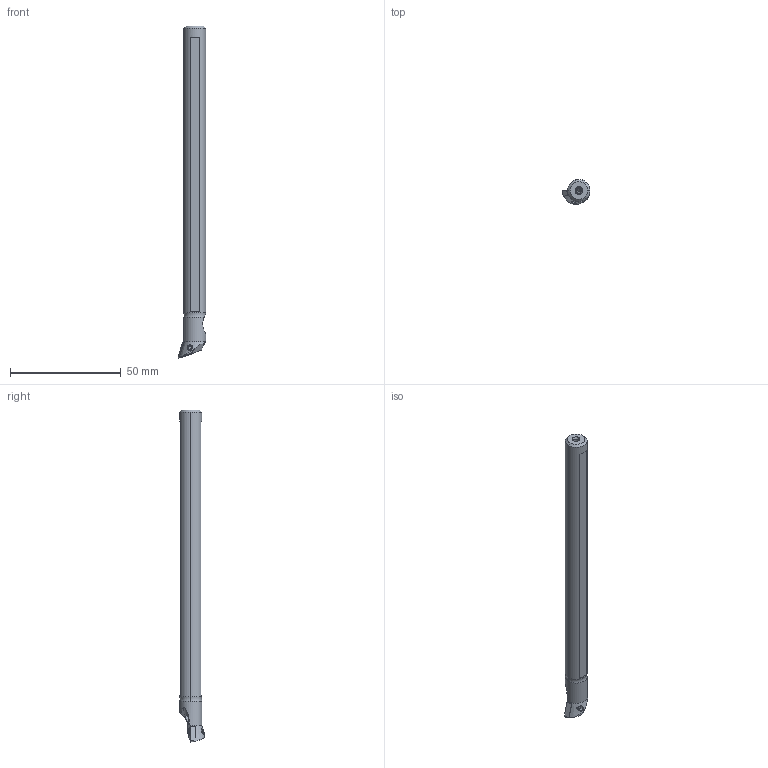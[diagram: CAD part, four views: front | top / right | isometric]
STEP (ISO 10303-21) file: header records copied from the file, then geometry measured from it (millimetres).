
FILE_DESCRIPTION(/* description */ (''),/* implementation_level */ '2;1');
FILE_NAME(/* name */ 'FSDQC1310R-07A_MR0_4.stp',/* time_stamp */ '2021-11-11T11:27:59+09:00',/* author */ (''),/* organization */ (''),/* preprocessor_version */ 'ST-DEVELOPER v16',/* originating_system */ 'SIEMENS PLM Software NX 10.0',/* authorisation */ '');
FILE_SCHEMA (('AUTOMOTIVE_DESIGN { 1 0 10303 214 3 1 1 1 }'));
Length unit declared in the file: millimetre
Products named in the file (1): FSDQC1310R-07A_MR0_4_ASM
Bounding box: 12.6 x 11.08 x 150 mm (x, y, z)
Volume: 10170.5 mm3; surface area: 6026.3 mm2
Topology: 2 solids, 2 shells, 119 faces, 355 edges, 252 vertices
Faces by surface type: cylinder 47, plane 36, cone 22, torus 8, sphere 6
Entity records: 5107 total; most frequent: CARTESIAN_POINT 1810, ORIENTED_EDGE 680, DIRECTION 662, EDGE_CURVE 340, AXIS2_PLACEMENT_3D 271, VERTEX_POINT 229, EDGE_LOOP 127, CIRCLE 121
